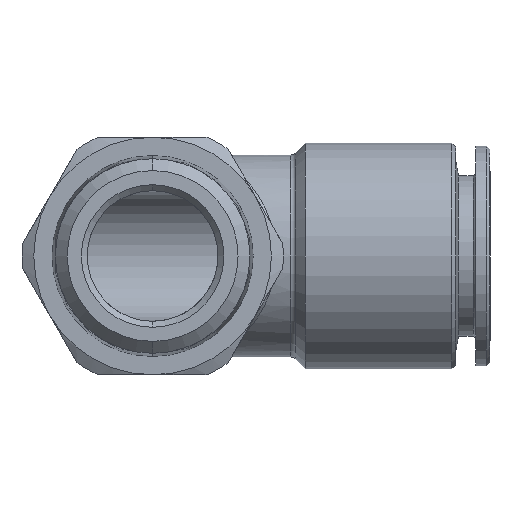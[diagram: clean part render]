
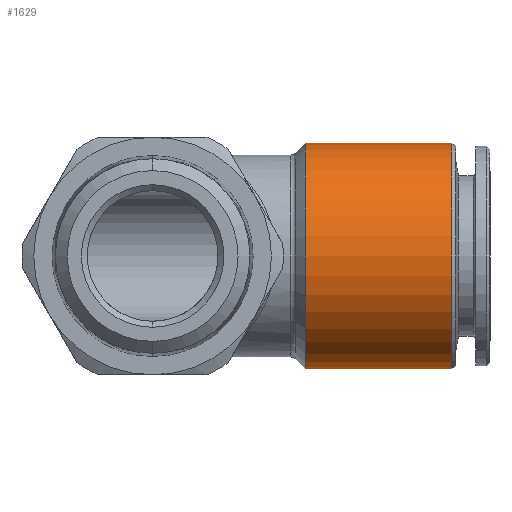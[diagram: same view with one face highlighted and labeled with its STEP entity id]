
A CAD part, front view. The second image highlights one B-rep face of the part: STEP entity #1629.
In plain terms, the highlighted cylindrical face has radius 9.5 mm (diameter 19 mm), a partial arc.
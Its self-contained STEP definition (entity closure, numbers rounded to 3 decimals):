
#746 = CARTESIAN_POINT ( 'NONE',  ( 25.2, 0., -9.5 ) ) ;
#966 = CARTESIAN_POINT ( 'NONE',  ( 25.2, 0., 9.5 ) ) ;
#1075 = CARTESIAN_POINT ( 'NONE',  ( 12.85, 0., -9.5 ) ) ;
#1231 = LINE ( 'NONE', #1237, #1236 ) ;
#1234 = CARTESIAN_POINT ( 'NONE',  ( 12.85, 0., 9.5 ) ) ;
#1235 = DIRECTION ( 'NONE',  ( -1., 0., 0. ) ) ;
#1236 = VECTOR ( 'NONE', #1235, 1000. ) ;
#1237 = CARTESIAN_POINT ( 'NONE',  ( 0., 0., 9.5 ) ) ;
#1294 = LINE ( 'NONE', #1307, #1359 ) ;
#1302 = DIRECTION ( 'NONE',  ( -1., 0., 0. ) ) ;
#1307 = CARTESIAN_POINT ( 'NONE',  ( 0., 0., -9.5 ) ) ;
#1359 = VECTOR ( 'NONE', #1302, 1000. ) ;
#1597 = EDGE_CURVE ( 'NONE', #1866, #2035, #2467, .T. ) ;
#1598 = ORIENTED_EDGE ( 'NONE', *, *, #2165, .T. ) ;
#1600 = ORIENTED_EDGE ( 'NONE', *, *, #1744, .T. ) ;
#1629 = ADVANCED_FACE ( 'NONE', ( #2651 ), #2650, .T. ) ;
#1630 = ORIENTED_EDGE ( 'NONE', *, *, #2190, .F. ) ;
#1667 = EDGE_LOOP ( 'NONE', ( #1630, #1674, #1598, #1600 ) ) ;
#1674 = ORIENTED_EDGE ( 'NONE', *, *, #1597, .T. ) ;
#1744 = EDGE_CURVE ( 'NONE', #2167, #2073, #3388, .T. ) ;
#1866 = VERTEX_POINT ( 'NONE', #746 ) ;
#2035 = VERTEX_POINT ( 'NONE', #966 ) ;
#2073 = VERTEX_POINT ( 'NONE', #1075 ) ;
#2165 = EDGE_CURVE ( 'NONE', #2035, #2167, #1231, .T. ) ;
#2167 = VERTEX_POINT ( 'NONE', #1234 ) ;
#2190 = EDGE_CURVE ( 'NONE', #1866, #2073, #1294, .T. ) ;
#2467 = CIRCLE ( 'NONE', #2497, 9.5 ) ;
#2480 = DIRECTION ( 'NONE',  ( -1., 0., 0. ) ) ;
#2481 = CARTESIAN_POINT ( 'NONE',  ( 25.2, 0., 0. ) ) ;
#2492 = DIRECTION ( 'NONE',  ( 0., 0., 1. ) ) ;
#2497 = AXIS2_PLACEMENT_3D ( 'NONE', #2481, #2480, #2492 ) ;
#2650 = CYLINDRICAL_SURFACE ( 'NONE', #2654, 9.5 ) ;
#2651 = FACE_OUTER_BOUND ( 'NONE', #1667, .T. ) ;
#2653 = CARTESIAN_POINT ( 'NONE',  ( 0., 0., 0. ) ) ;
#2654 = AXIS2_PLACEMENT_3D ( 'NONE', #2653, #2684, #2683 ) ;
#2683 = DIRECTION ( 'NONE',  ( 0., 0., 1. ) ) ;
#2684 = DIRECTION ( 'NONE',  ( -1., 0., 0. ) ) ;
#3388 = CIRCLE ( 'NONE', #3413, 9.5 ) ;
#3410 = DIRECTION ( 'NONE',  ( 0., 0., -1. ) ) ;
#3411 = DIRECTION ( 'NONE',  ( 1., 0., 0. ) ) ;
#3412 = CARTESIAN_POINT ( 'NONE',  ( 12.85, 0., 0. ) ) ;
#3413 = AXIS2_PLACEMENT_3D ( 'NONE', #3412, #3411, #3410 ) ;
